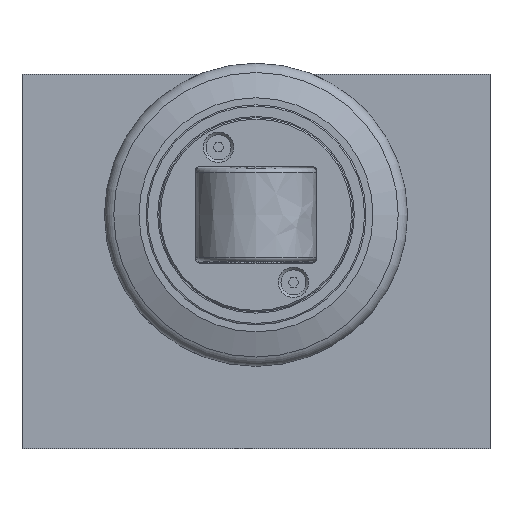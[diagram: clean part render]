
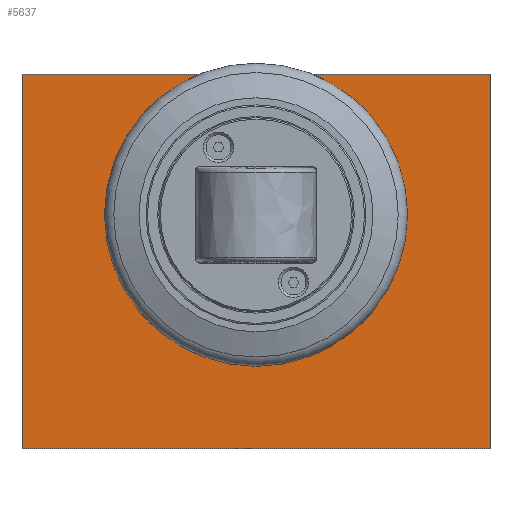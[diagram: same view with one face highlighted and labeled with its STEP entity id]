
A CAD part, front view. The second image highlights one B-rep face of the part: STEP entity #5637.
In plain terms, the highlighted planar face has unit normal (0, -1, 0).
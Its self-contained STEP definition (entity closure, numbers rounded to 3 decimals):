
#90=FACE_BOUND('',#820,.T.);
#239=PLANE('',#6151);
#503=FACE_OUTER_BOUND('',#819,.T.);
#819=EDGE_LOOP('',(#4807,#4808,#4809,#4810));
#820=EDGE_LOOP('',(#4811));
#1305=LINE('',#9253,#1835);
#1310=LINE('',#9267,#1840);
#1328=LINE('',#9333,#1858);
#1331=LINE('',#9337,#1861);
#1835=VECTOR('',#7459,10.);
#1840=VECTOR('',#7470,10.);
#1858=VECTOR('',#7528,10.);
#1861=VECTOR('',#7533,10.);
#2177=CIRCLE('',#6152,20.5);
#2649=VERTEX_POINT('',#9250);
#2650=VERTEX_POINT('',#9252);
#2656=VERTEX_POINT('',#9266);
#2684=VERTEX_POINT('',#9332);
#2693=VERTEX_POINT('',#9366);
#3390=EDGE_CURVE('',#2650,#2649,#1305,.T.);
#3397=EDGE_CURVE('',#2656,#2650,#1310,.T.);
#3430=EDGE_CURVE('',#2656,#2684,#1328,.T.);
#3433=EDGE_CURVE('',#2684,#2649,#1331,.T.);
#3447=EDGE_CURVE('',#2693,#2693,#2177,.T.);
#4807=ORIENTED_EDGE('',*,*,#3390,.T.);
#4808=ORIENTED_EDGE('',*,*,#3433,.F.);
#4809=ORIENTED_EDGE('',*,*,#3430,.F.);
#4810=ORIENTED_EDGE('',*,*,#3397,.T.);
#4811=ORIENTED_EDGE('',*,*,#3447,.T.);
#5637=ADVANCED_FACE('',(#503,#90),#239,.T.);
#6151=AXIS2_PLACEMENT_3D('',#9365,#7559,#7560);
#6152=AXIS2_PLACEMENT_3D('',#9367,#7561,#7562);
#7459=DIRECTION('',(0.,0.,1.));
#7470=DIRECTION('',(1.,0.,0.));
#7528=DIRECTION('',(0.,0.,1.));
#7533=DIRECTION('',(1.,0.,0.));
#7559=DIRECTION('center_axis',(0.,-1.,0.));
#7560=DIRECTION('ref_axis',(0.,0.,-1.));
#7561=DIRECTION('center_axis',(0.,1.,0.));
#7562=DIRECTION('ref_axis',(0.,0.,
-1.));
#9250=CARTESIAN_POINT('',(100.,0.,80.));
#9252=CARTESIAN_POINT('',(100.,0.,0.));
#9253=CARTESIAN_POINT('',(100.,0.,0.));
#9266=CARTESIAN_POINT('',(0.,0.,0.));
#9267=CARTESIAN_POINT('',(0.,0.,0.));
#9332=CARTESIAN_POINT('',(0.,0.,80.));
#9333=CARTESIAN_POINT('',(0.,0.,0.));
#9337=CARTESIAN_POINT('',(0.,0.,80.));
#9365=CARTESIAN_POINT('Origin',(0.,0.,0.));
#9366=CARTESIAN_POINT('',(50.,0.,70.5));
#9367=CARTESIAN_POINT('Origin',(50.,0.,50.));
